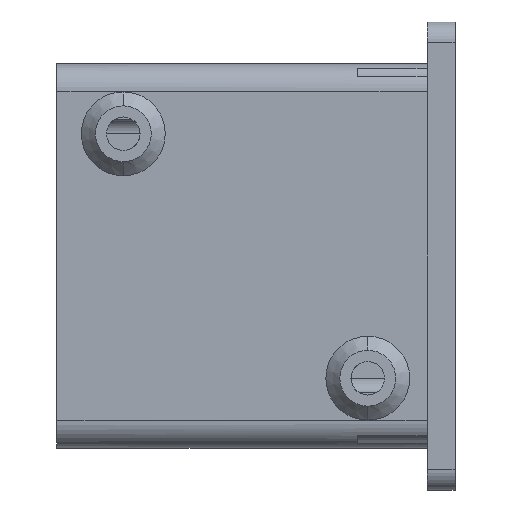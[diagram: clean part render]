
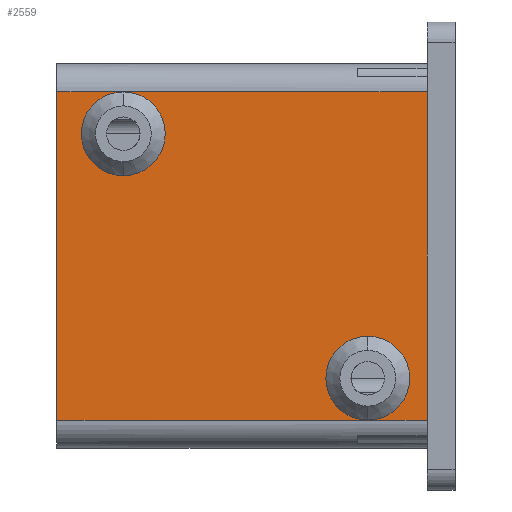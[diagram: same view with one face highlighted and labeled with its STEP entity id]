
A CAD part, left-side view. The second image highlights one B-rep face of the part: STEP entity #2559.
In plain terms, the highlighted planar face has unit normal (-1, 0, 0).
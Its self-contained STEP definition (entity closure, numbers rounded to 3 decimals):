
#47 = CIRCLE ( 'NONE', #1895, 6. ) ;
#180 = LINE ( 'NONE', #4034, #6472 ) ;
#183 = VERTEX_POINT ( 'NONE', #6108 ) ;
#184 = CARTESIAN_POINT ( 'NONE',  ( -27.5, 57., 23.5 ) ) ;
#188 = FACE_OUTER_BOUND ( 'NONE', #1661, .T. ) ;
#211 = EDGE_CURVE ( 'NONE', #7041, #6719, #180, .T. ) ;
#267 = CARTESIAN_POINT ( 'NONE',  ( -27.5, 4., 23.5 ) ) ;
#326 = ORIENTED_EDGE ( 'NONE', *, *, #4816, .F. ) ;
#645 = CARTESIAN_POINT ( 'NONE',  ( -27.5, 47.5, 23.5 ) ) ;
#654 = DIRECTION ( 'NONE',  ( 0., 0., -1. ) ) ;
#668 = EDGE_CURVE ( 'NONE', #1821, #1859, #6409, .T. ) ;
#804 = PLANE ( 'NONE',  #5013 ) ;
#965 = VECTOR ( 'NONE', #4028, 1000. ) ;
#1153 = VERTEX_POINT ( 'NONE', #267 ) ;
#1173 = CARTESIAN_POINT ( 'NONE',  ( -27.5, -73.782, 23.5 ) ) ;
#1226 = CIRCLE ( 'NONE', #7069, 6. ) ;
#1307 = DIRECTION ( 'NONE',  ( 0., 0., -1. ) ) ;
#1334 = CARTESIAN_POINT ( 'NONE',  ( -27.5, 47.5, 11.5 ) ) ;
#1661 = EDGE_LOOP ( 'NONE', ( #326, #3449, #6218, #6569, #3158, #3921, #5333, #1748, #2528, #5954 ) ) ;
#1748 = ORIENTED_EDGE ( 'NONE', *, *, #2084, .T. ) ;
#1821 = VERTEX_POINT ( 'NONE', #2048 ) ;
#1859 = VERTEX_POINT ( 'NONE', #4767 ) ;
#1895 = AXIS2_PLACEMENT_3D ( 'NONE', #4972, #3296, #654 ) ;
#1913 = CARTESIAN_POINT ( 'NONE',  ( -27.5, 4., 0. ) ) ;
#2048 = CARTESIAN_POINT ( 'NONE',  ( -27.5, 12.5, -11.5 ) ) ;
#2084 = EDGE_CURVE ( 'NONE', #4540, #3993, #1226, .T. ) ;
#2330 = EDGE_CURVE ( 'NONE', #1153, #3993, #4399, .T. ) ;
#2395 = DIRECTION ( 'NONE',  ( 1., 0., 0. ) ) ;
#2473 = LINE ( 'NONE', #6873, #2863 ) ;
#2528 = ORIENTED_EDGE ( 'NONE', *, *, #5526, .T. ) ;
#2559 = ADVANCED_FACE ( 'NONE', ( #188 ), #804, .F. ) ;
#2803 = VECTOR ( 'NONE', #6837, 1000. ) ;
#2851 = CARTESIAN_POINT ( 'NONE',  ( -27.5, -73.782, -23.5 ) ) ;
#2863 = VECTOR ( 'NONE', #4082, 1000. ) ;
#3005 = CARTESIAN_POINT ( 'NONE',  ( -27.5, -73.782, 0. ) ) ;
#3158 = ORIENTED_EDGE ( 'NONE', *, *, #6397, .T. ) ;
#3296 = DIRECTION ( 'NONE',  ( 1., 0., 0. ) ) ;
#3329 = AXIS2_PLACEMENT_3D ( 'NONE', #3389, #4594, #4061 ) ;
#3389 = CARTESIAN_POINT ( 'NONE',  ( -27.5, 12.5, -17.5 ) ) ;
#3449 = ORIENTED_EDGE ( 'NONE', *, *, #5144, .T. ) ;
#3583 = CARTESIAN_POINT ( 'NONE',  ( -27.5, -73.782, 23.5 ) ) ;
#3673 = CARTESIAN_POINT ( 'NONE',  ( -27.5, 47.5, 17.5 ) ) ;
#3921 = ORIENTED_EDGE ( 'NONE', *, *, #2330, .T. ) ;
#3924 = LINE ( 'NONE', #2851, #5040 ) ;
#3985 = EDGE_CURVE ( 'NONE', #183, #1859, #3924, .T. ) ;
#3993 = VERTEX_POINT ( 'NONE', #645 ) ;
#4028 = DIRECTION ( 'NONE',  ( 0., 0., 1. ) ) ;
#4034 = CARTESIAN_POINT ( 'NONE',  ( -27.5, 57., 0. ) ) ;
#4061 = DIRECTION ( 'NONE',  ( 0., 0., -1. ) ) ;
#4082 = DIRECTION ( 'NONE',  ( 0., 1., 0. ) ) ;
#4191 = AXIS2_PLACEMENT_3D ( 'NONE', #3673, #7028, #6962 ) ;
#4399 = LINE ( 'NONE', #1173, #5009 ) ;
#4540 = VERTEX_POINT ( 'NONE', #1334 ) ;
#4571 = DIRECTION ( 'NONE',  ( 0., 0., -1. ) ) ;
#4594 = DIRECTION ( 'NONE',  ( 1., 0., 0. ) ) ;
#4630 = LINE ( 'NONE', #1913, #965 ) ;
#4767 = CARTESIAN_POINT ( 'NONE',  ( -27.5, 12.5, -23.5 ) ) ;
#4816 = EDGE_CURVE ( 'NONE', #1859, #6719, #2473, .T. ) ;
#4972 = CARTESIAN_POINT ( 'NONE',  ( -27.5, 12.5, -17.5 ) ) ;
#5009 = VECTOR ( 'NONE', #5046, 1000. ) ;
#5013 = AXIS2_PLACEMENT_3D ( 'NONE', #3005, #2395, #4571 ) ;
#5040 = VECTOR ( 'NONE', #6752, 1000. ) ;
#5046 = DIRECTION ( 'NONE',  ( 0., 1., 0. ) ) ;
#5144 = EDGE_CURVE ( 'NONE', #1859, #1821, #47, .T. ) ;
#5185 = LINE ( 'NONE', #3583, #2803 ) ;
#5333 = ORIENTED_EDGE ( 'NONE', *, *, #6527, .T. ) ;
#5526 = EDGE_CURVE ( 'NONE', #3993, #7041, #5185, .T. ) ;
#5954 = ORIENTED_EDGE ( 'NONE', *, *, #211, .T. ) ;
#6108 = CARTESIAN_POINT ( 'NONE',  ( -27.5, 4., -23.5 ) ) ;
#6218 = ORIENTED_EDGE ( 'NONE', *, *, #668, .T. ) ;
#6306 = CARTESIAN_POINT ( 'NONE',  ( -27.5, 47.5, 17.5 ) ) ;
#6339 = DIRECTION ( 'NONE',  ( 1., 0., 0. ) ) ;
#6397 = EDGE_CURVE ( 'NONE', #183, #1153, #4630, .T. ) ;
#6409 = CIRCLE ( 'NONE', #3329, 6. ) ;
#6472 = VECTOR ( 'NONE', #1307, 1000. ) ;
#6527 = EDGE_CURVE ( 'NONE', #3993, #4540, #6825, .T. ) ;
#6569 = ORIENTED_EDGE ( 'NONE', *, *, #3985, .F. ) ;
#6705 = CARTESIAN_POINT ( 'NONE',  ( -27.5, 57., -23.5 ) ) ;
#6719 = VERTEX_POINT ( 'NONE', #6705 ) ;
#6752 = DIRECTION ( 'NONE',  ( 0., 1., 0. ) ) ;
#6825 = CIRCLE ( 'NONE', #4191, 6. ) ;
#6837 = DIRECTION ( 'NONE',  ( 0., 1., 0. ) ) ;
#6843 = DIRECTION ( 'NONE',  ( 0., 0., -1. ) ) ;
#6873 = CARTESIAN_POINT ( 'NONE',  ( -27.5, -73.782, -23.5 ) ) ;
#6962 = DIRECTION ( 'NONE',  ( 0., 0., -1. ) ) ;
#7028 = DIRECTION ( 'NONE',  ( 1., 0., 0. ) ) ;
#7041 = VERTEX_POINT ( 'NONE', #184 ) ;
#7069 = AXIS2_PLACEMENT_3D ( 'NONE', #6306, #6339, #6843 ) ;
